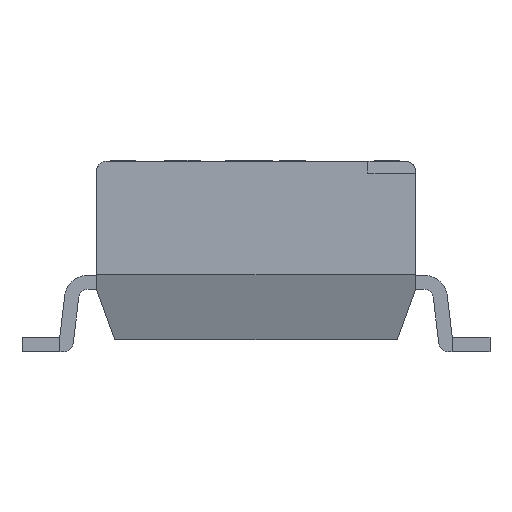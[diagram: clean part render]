
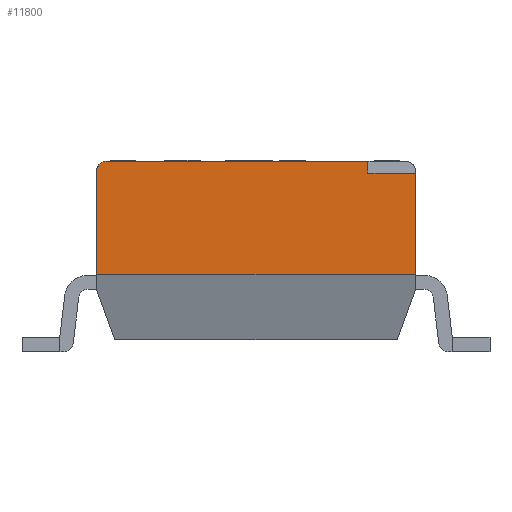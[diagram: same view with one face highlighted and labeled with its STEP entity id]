
A CAD part, front view. The second image highlights one B-rep face of the part: STEP entity #11800.
In plain terms, the highlighted planar face has unit normal (0, -1, 0).
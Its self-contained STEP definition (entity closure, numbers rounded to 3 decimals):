
#1988 = VERTEX_POINT('',#1989);
#1989 = CARTESIAN_POINT('',(-3.17,-10.87,4.029));
#1995 = EDGE_CURVE('',#1996,#1988,#1998,.T.);
#1996 = VERTEX_POINT('',#1997);
#1997 = CARTESIAN_POINT('',(2.37,-10.87,4.029));
#1998 = LINE('',#1999,#2000);
#1999 = CARTESIAN_POINT('',(3.17,-10.87,4.029));
#2000 = VECTOR('',#2001,1.);
#2001 = DIRECTION('',(-1.,0.,0.));
#11391 = EDGE_CURVE('',#11392,#11394,#11396,.T.);
#11392 = VERTEX_POINT('',#11393);
#11393 = CARTESIAN_POINT('',(3.37,-10.87,1.624));
#11394 = VERTEX_POINT('',#11395);
#11395 = CARTESIAN_POINT('',(3.37,-10.87,3.779));
#11396 = LINE('',#11397,#11398);
#11397 = CARTESIAN_POINT('',(3.37,-10.87,1.32));
#11398 = VECTOR('',#11399,1.);
#11399 = DIRECTION('',(0.,0.,1.));
#11569 = VERTEX_POINT('',#11570);
#11570 = CARTESIAN_POINT('',(-3.37,-10.87,3.829));
#11576 = EDGE_CURVE('',#1988,#11569,#11577,.T.);
#11577 = CIRCLE('',#11578,0.2);
#11578 = AXIS2_PLACEMENT_3D('',#11579,#11580,#11581);
#11579 = CARTESIAN_POINT('',(-3.17,-10.87,3.829));
#11580 = DIRECTION('',(0.,-1.,0.));
#11581 = DIRECTION('',(1.,0.,0.));
#11650 = VERTEX_POINT('',#11651);
#11651 = CARTESIAN_POINT('',(-3.37,-10.87,1.624));
#11657 = EDGE_CURVE('',#11569,#11650,#11658,.T.);
#11658 = LINE('',#11659,#11660);
#11659 = CARTESIAN_POINT('',(-3.37,-10.87,1.32));
#11660 = VECTOR('',#11661,1.);
#11661 = DIRECTION('',(0.,0.,-1.));
#11800 = ADVANCED_FACE('',(#11801),#11827,.T.);
#11801 = FACE_BOUND('',#11802,.T.);
#11802 = EDGE_LOOP('',(#11803,#11804,#11810,#11811,#11819,#11825,#11826)
  );
#11803 = ORIENTED_EDGE('',*,*,#11657,.T.);
#11804 = ORIENTED_EDGE('',*,*,#11805,.T.);
#11805 = EDGE_CURVE('',#11650,#11392,#11806,.T.);
#11806 = LINE('',#11807,#11808);
#11807 = CARTESIAN_POINT('',(2.99,-10.87,1.624));
#11808 = VECTOR('',#11809,1.);
#11809 = DIRECTION('',(1.,0.,0.));
#11810 = ORIENTED_EDGE('',*,*,#11391,.T.);
#11811 = ORIENTED_EDGE('',*,*,#11812,.F.);
#11812 = EDGE_CURVE('',#11813,#11394,#11815,.T.);
#11813 = VERTEX_POINT('',#11814);
#11814 = CARTESIAN_POINT('',(2.37,-10.87,3.779));
#11815 = LINE('',#11816,#11817);
#11816 = CARTESIAN_POINT('',(3.37,-10.87,3.779));
#11817 = VECTOR('',#11818,1.);
#11818 = DIRECTION('',(1.,0.,0.));
#11819 = ORIENTED_EDGE('',*,*,#11820,.T.);
#11820 = EDGE_CURVE('',#11813,#1996,#11821,.T.);
#11821 = LINE('',#11822,#11823);
#11822 = CARTESIAN_POINT('',(2.37,-10.87,3.779));
#11823 = VECTOR('',#11824,1.);
#11824 = DIRECTION('',(0.,0.,1.));
#11825 = ORIENTED_EDGE('',*,*,#1995,.T.);
#11826 = ORIENTED_EDGE('',*,*,#11576,.T.);
#11827 = PLANE('',#11828);
#11828 = AXIS2_PLACEMENT_3D('',#11829,#11830,#11831);
#11829 = CARTESIAN_POINT('',(-3.555,-10.87,1.12));
#11830 = DIRECTION('',(0.,-1.,0.));
#11831 = DIRECTION('',(1.,0.,0.));
